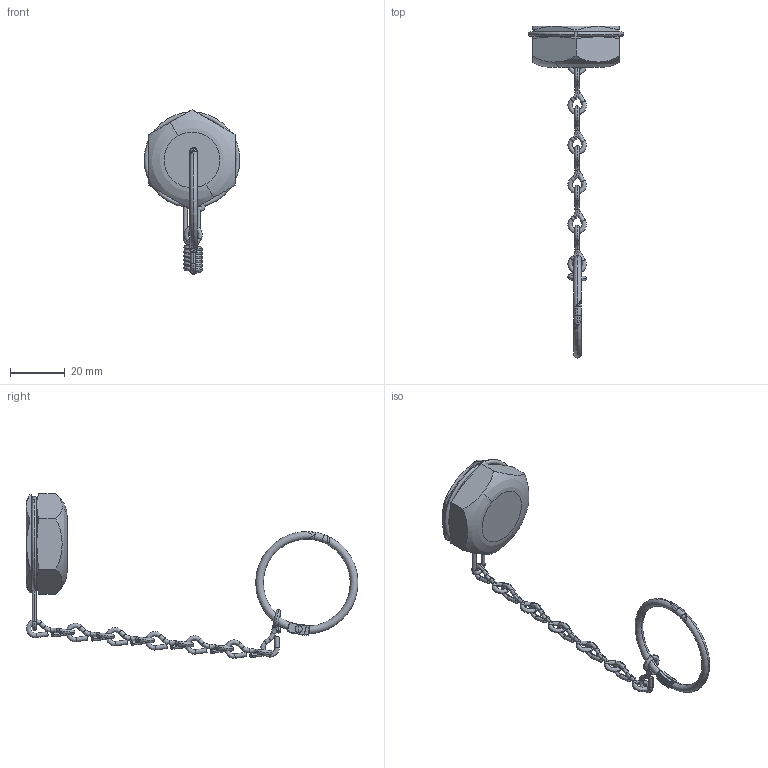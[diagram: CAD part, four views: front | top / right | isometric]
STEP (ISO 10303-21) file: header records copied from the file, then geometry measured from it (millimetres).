
FILE_DESCRIPTION (( 'STEP AP203' ), '1' );
FILE_NAME ('CAP-DIN8SS-PR.STEP', '2025-08-25T15:52:53', ( '' ), ( '' ), 'SwSTEP 2.0', 'SolidWorks 2018', '' );
FILE_SCHEMA (( 'CONFIG_CONTROL_DESIGN' ));
Length unit declared in the file: inch
Products named in the file (9): ASY-000211_One Link Bent; PRT-002239_STAINLESS; ASY-000291; PRT-003465; PRT-002245_RING-1.187D HALF; PRT-002255_SMALL PIN; CAP-DIN8SS-PR; PRT-002285; PRT-000528
Assembly tree (15 placements, depth 3):
  CAP-DIN8SS-PR
    PRT-003465
    PRT-000528
    ASY-000211_One Link Bent
      PRT-002239_STAINLESS  x7
    ASY-000291
      PRT-002245_RING-1.187D HALF  x2
      PRT-002255_SMALL PIN
    PRT-002285
Bounding box: 34.92 x 121.15 x 60.1 mm (x, y, z)
Volume: 9701.4 mm3; surface area: 8509.9 mm2
Topology: 13 solids, 13 shells, 399 faces, 959 edges, 582 vertices
Faces by surface type: cylinder 120, bspline 94, plane 90, torus 70, sphere 16, cone 9
Entity records: 12927 total; most frequent: CARTESIAN_POINT 6779, ORIENTED_EDGE 1132, DIRECTION 874, EDGE_CURVE 566, VERTEX_POINT 361, AXIS2_PLACEMENT_3D 325, EDGE_LOOP 247, ADVANCED_FACE 231
